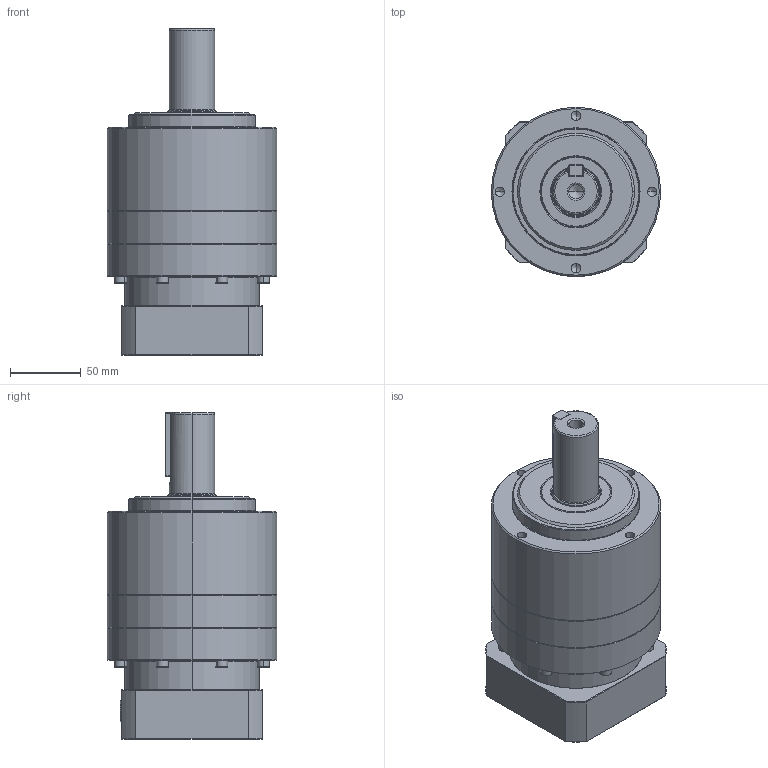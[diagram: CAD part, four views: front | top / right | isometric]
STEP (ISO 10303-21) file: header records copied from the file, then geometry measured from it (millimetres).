
FILE_DESCRIPTION (( 'STEP AP203' ), '1' );
FILE_NAME ('PGA120-25A4.step', '2019-12-03T14:52:47', ( '' ), ( '' ), 'SwSTEP 2.0', 'SolidWorks 2019', '' );
FILE_SCHEMA (( 'CONFIG_CONTROL_DESIGN' ));
Length unit declared in the file: millimetre
Products named in the file (1): PGA120-25A4
Bounding box: 120 x 120 x 231.5 mm (x, y, z)
Volume: 1644645.2 mm3; surface area: 125909.1 mm2
Topology: 1 solids, 1 shells, 431 faces, 1089 edges, 659 vertices
Faces by surface type: plane 184, cylinder 105, cone 101, torus 41
Entity records: 12755 total; most frequent: CARTESIAN_POINT 2663, DIRECTION 2144, ORIENTED_EDGE 2078, EDGE_CURVE 1039, AXIS2_PLACEMENT_3D 814, VERTEX_POINT 659, VECTOR 516, LINE 516
